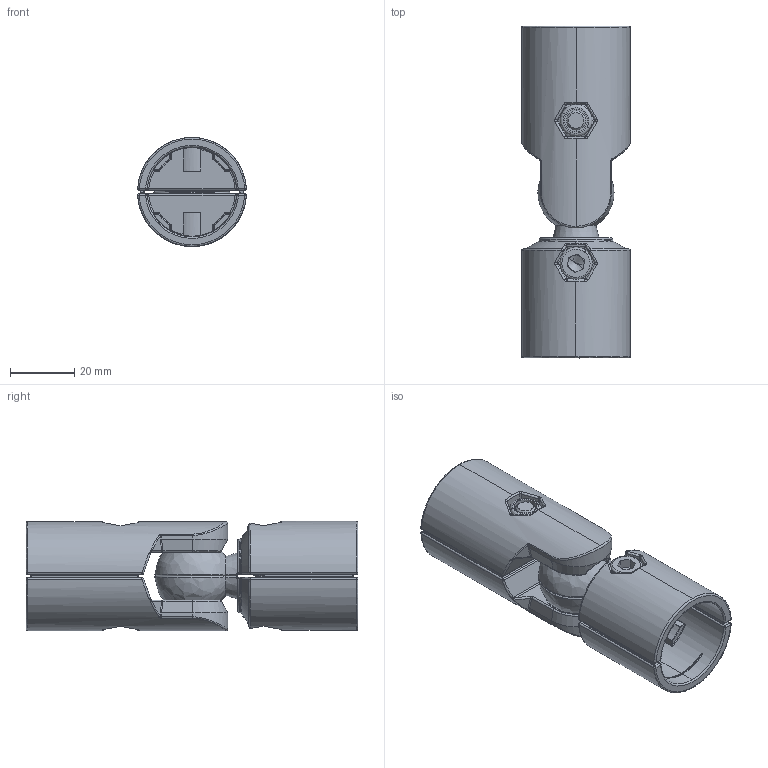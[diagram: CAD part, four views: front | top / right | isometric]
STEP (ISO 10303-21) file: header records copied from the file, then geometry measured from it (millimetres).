
FILE_DESCRIPTION (( 'STEP AP214' ), '1' );
FILE_NAME ('6951081', '2019-01-30T08:39:34', ( '' ), ('JUGARD+KÜNSTNER GmbH'), 'SwSTEP 2.0', 'SolidWorks 2017', '' );
FILE_SCHEMA (( 'AUTOMOTIVE_DESIGN' ));
Length unit declared in the file: millimetre
Products named in the file (5): Part1; Part7; Part8; 6951081; Part4
Assembly tree (8 placements, depth 2):
  6951081
    Part8  x2
    Part7  x2
    Part1  x2
    Part4  x2
Bounding box: 33.96 x 103.57 x 34.07 mm (x, y, z)
Volume: 46767.5 mm3; surface area: 30429.8 mm2
Topology: 8 solids, 8 shells, 1882 faces, 4328 edges, 2404 vertices
Faces by surface type: bspline 902, cylinder 512, cone 234, plane 234
Entity records: 45446 total; most frequent: CARTESIAN_POINT 16449, ORIENTED_EDGE 4236, DIRECTION 3498, EDGE_CURVE 2118, AXIS2_PLACEMENT_3D 1456, VERTEX_POINT 1202, EDGE_LOOP 964, CIRCLE 955
